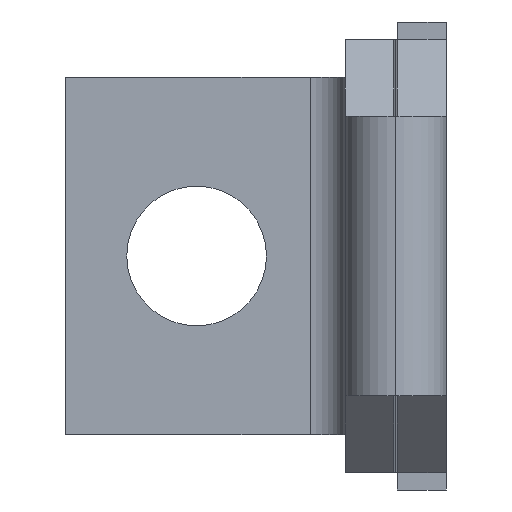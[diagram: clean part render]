
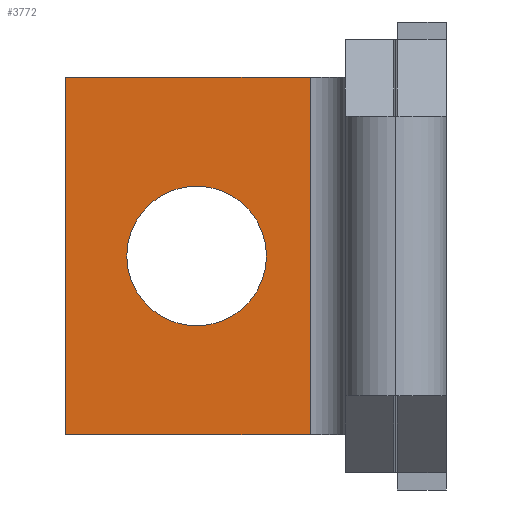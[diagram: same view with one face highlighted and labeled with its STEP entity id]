
A CAD part, left-side view. The second image highlights one B-rep face of the part: STEP entity #3772.
In plain terms, the highlighted planar face has unit normal (-1, 0, 0).
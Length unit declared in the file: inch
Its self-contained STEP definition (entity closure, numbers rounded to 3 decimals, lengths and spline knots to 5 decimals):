
#186 = LINE ( 'NONE', #1362, #1014 ) ;
#221 = DIRECTION ( 'NONE',  ( 0., 0., -1. ) ) ;
#255 = FACE_OUTER_BOUND ( 'NONE', #784, .T. ) ;
#280 = VERTEX_POINT ( 'NONE', #644 ) ;
#428 = VECTOR ( 'NONE', #221, 39.37008 ) ;
#480 = VECTOR ( 'NONE', #2727, 39.37008 ) ;
#500 = CARTESIAN_POINT ( 'NONE',  ( 0.721, 0.114, 0.04 ) ) ;
#644 = CARTESIAN_POINT ( 'NONE',  ( 0.721, 0.114, -0.04 ) ) ;
#661 = EDGE_CURVE ( 'NONE', #1729, #280, #1526, .T. ) ;
#717 = PLANE ( 'NONE',  #1852 ) ;
#784 = EDGE_LOOP ( 'NONE', ( #2097, #3172, #4390, #3518 ) ) ;
#828 = DIRECTION ( 'NONE',  ( 1., 0., 0. ) ) ;
#916 = EDGE_LOOP ( 'NONE', ( #2263, #3294 ) ) ;
#938 = VERTEX_POINT ( 'NONE', #2330 ) ;
#1014 = VECTOR ( 'NONE', #4556, 39.37008 ) ;
#1018 = AXIS2_PLACEMENT_3D ( 'NONE', #2858, #828, #3226 ) ;
#1340 = LINE ( 'NONE', #1603, #428 ) ;
#1362 = CARTESIAN_POINT ( 'NONE',  ( 0.721, 0.189, 0.1025 ) ) ;
#1392 = CARTESIAN_POINT ( 'NONE',  ( 0.721, 0.189, 0.1025 ) ) ;
#1405 = DIRECTION ( 'NONE',  ( 0., 1., 0. ) ) ;
#1415 = DIRECTION ( 'NONE',  ( 0., 1., 0. ) ) ;
#1448 = DIRECTION ( 'NONE',  ( 1., 0., 0. ) ) ;
#1515 = CARTESIAN_POINT ( 'NONE',  ( 0.721, 0.049, -0.1025 ) ) ;
#1526 = CIRCLE ( 'NONE', #4057, 0.04 ) ;
#1557 = CARTESIAN_POINT ( 'NONE',  ( 0.721, 0.114, 0. ) ) ;
#1603 = CARTESIAN_POINT ( 'NONE',  ( 0.721, 0.049, 0.124 ) ) ;
#1729 = VERTEX_POINT ( 'NONE', #500 ) ;
#1852 = AXIS2_PLACEMENT_3D ( 'NONE', #3109, #3469, #1405 ) ;
#2081 = VERTEX_POINT ( 'NONE', #1392 ) ;
#2097 = ORIENTED_EDGE ( 'NONE', *, *, #3666, .T. ) ;
#2263 = ORIENTED_EDGE ( 'NONE', *, *, #3474, .T. ) ;
#2330 = CARTESIAN_POINT ( 'NONE',  ( 0.721, 0.189, -0.1025 ) ) ;
#2627 = CIRCLE ( 'NONE', #1018, 0.04 ) ;
#2657 = DIRECTION ( 'NONE',  ( 0., 0., -1. ) ) ;
#2727 = DIRECTION ( 'NONE',  ( 0., -1., 0. ) ) ;
#2828 = VECTOR ( 'NONE', #2657, 39.37008 ) ;
#2850 = VERTEX_POINT ( 'NONE', #1515 ) ;
#2858 = CARTESIAN_POINT ( 'NONE',  ( 0.721, 0.114, 0. ) ) ;
#2884 = FACE_BOUND ( 'NONE', #916, .T. ) ;
#3109 = CARTESIAN_POINT ( 'NONE',  ( 0.721, 0.189, 0.124 ) ) ;
#3148 = CARTESIAN_POINT ( 'NONE',  ( 0.721, 0.049, 0.1025 ) ) ;
#3172 = ORIENTED_EDGE ( 'NONE', *, *, #3735, .T. ) ;
#3226 = DIRECTION ( 'NONE',  ( 0., 1., 0. ) ) ;
#3294 = ORIENTED_EDGE ( 'NONE', *, *, #661, .T. ) ;
#3403 = VERTEX_POINT ( 'NONE', #3148 ) ;
#3469 = DIRECTION ( 'NONE',  ( 1., 0., 0. ) ) ;
#3474 = EDGE_CURVE ( 'NONE', #280, #1729, #2627, .T. ) ;
#3518 = ORIENTED_EDGE ( 'NONE', *, *, #4309, .T. ) ;
#3637 = EDGE_CURVE ( 'NONE', #3403, #2850, #1340, .T. ) ;
#3666 = EDGE_CURVE ( 'NONE', #2081, #938, #3903, .T. ) ;
#3735 = EDGE_CURVE ( 'NONE', #938, #2850, #4210, .T. ) ;
#3772 = ADVANCED_FACE ( 'NONE', ( #2884, #255 ), #717, .F. ) ;
#3799 = CARTESIAN_POINT ( 'NONE',  ( 0.721, 0.189, -0.1025 ) ) ;
#3903 = LINE ( 'NONE', #4476, #2828 ) ;
#4057 = AXIS2_PLACEMENT_3D ( 'NONE', #1557, #1448, #1415 ) ;
#4210 = LINE ( 'NONE', #3799, #480 ) ;
#4309 = EDGE_CURVE ( 'NONE', #3403, #2081, #186, .T. ) ;
#4390 = ORIENTED_EDGE ( 'NONE', *, *, #3637, .F. ) ;
#4476 = CARTESIAN_POINT ( 'NONE',  ( 0.721, 0.189, 0.124 ) ) ;
#4556 = DIRECTION ( 'NONE',  ( 0., 1., 0. ) ) ;
